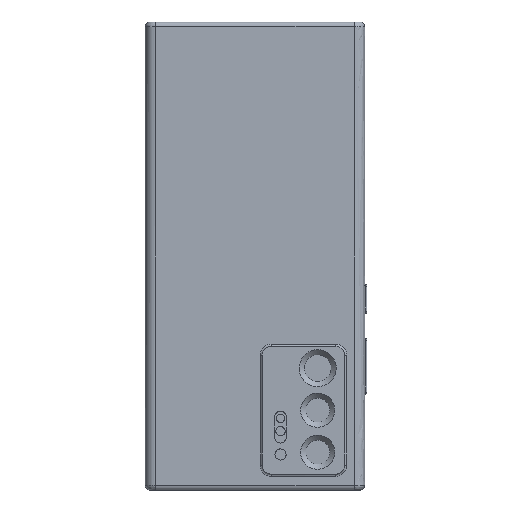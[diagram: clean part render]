
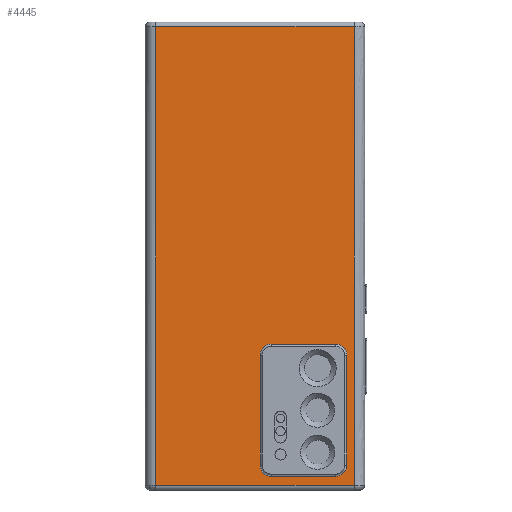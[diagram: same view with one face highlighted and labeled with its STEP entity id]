
A CAD part, front view. The second image highlights one B-rep face of the part: STEP entity #4445.
In plain terms, the highlighted free-form (B-spline) face has degree [1, 1] with [2, 2] control points.
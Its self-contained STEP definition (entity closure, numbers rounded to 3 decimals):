
#4081 = EDGE_CURVE('',#4082,#4084,#4086,.T.);
#4082 = VERTEX_POINT('',#4083);
#4083 = CARTESIAN_POINT('',(48.536,0.,
    5.257));
#4084 = VERTEX_POINT('',#4085);
#4085 = CARTESIAN_POINT('',(73.309,0.,
    5.257));
#4086 = B_SPLINE_CURVE_WITH_KNOTS('',1,(#4087,#4088),.UNSPECIFIED.,.F.,
  .F.,(2,2),(23.775,46.425),.PIECEWISE_BEZIER_KNOTS.);
#4087 = CARTESIAN_POINT('',(48.536,0.,
    5.257));
#4088 = CARTESIAN_POINT('',(73.309,0.,
    5.257));
#4130 = EDGE_CURVE('',#4131,#4082,#4133,.T.);
#4131 = VERTEX_POINT('',#4132);
#4132 = CARTESIAN_POINT('',(44.195,0.,
    9.598));
#4133 = ( BOUNDED_CURVE() B_SPLINE_CURVE(2,(#4134,#4135,#4136),
.UNSPECIFIED.,.F.,.F.) B_SPLINE_CURVE_WITH_KNOTS((3,3),(5.498,
7.069),.PIECEWISE_BEZIER_KNOTS.) CURVE() 
GEOMETRIC_REPRESENTATION_ITEM() RATIONAL_B_SPLINE_CURVE((1.,
0.707,1.)) REPRESENTATION_ITEM('') );
#4134 = CARTESIAN_POINT('',(44.195,0.,
    9.598));
#4135 = CARTESIAN_POINT('',(44.195,0.,
    5.257));
#4136 = CARTESIAN_POINT('',(48.536,0.,
    5.257));
#4165 = EDGE_CURVE('',#4166,#4131,#4168,.T.);
#4166 = VERTEX_POINT('',#4167);
#4167 = CARTESIAN_POINT('',(44.195,0.,
    51.872));
#4168 = B_SPLINE_CURVE_WITH_KNOTS('',1,(#4169,#4170),.UNSPECIFIED.,.F.,
  .F.,(2,2),(-22.125,16.525),.PIECEWISE_BEZIER_KNOTS.);
#4169 = CARTESIAN_POINT('',(44.195,0.,
    51.872));
#4170 = CARTESIAN_POINT('',(44.195,0.,
    9.598));
#4197 = EDGE_CURVE('',#4198,#4166,#4200,.T.);
#4198 = VERTEX_POINT('',#4199);
#4199 = CARTESIAN_POINT('',(48.536,0.,56.212));
#4200 = ( BOUNDED_CURVE() B_SPLINE_CURVE(2,(#4201,#4202,#4203),
.UNSPECIFIED.,.F.,.F.) B_SPLINE_CURVE_WITH_KNOTS((3,3),(5.498,
7.069),.PIECEWISE_BEZIER_KNOTS.) CURVE() 
GEOMETRIC_REPRESENTATION_ITEM() RATIONAL_B_SPLINE_CURVE((1.,
0.707,1.)) REPRESENTATION_ITEM('') );
#4201 = CARTESIAN_POINT('',(48.536,0.,
    56.212));
#4202 = CARTESIAN_POINT('',(44.195,0.,
    56.212));
#4203 = CARTESIAN_POINT('',(44.195,0.,
    51.872));
#4232 = EDGE_CURVE('',#4233,#4198,#4235,.T.);
#4233 = VERTEX_POINT('',#4234);
#4234 = CARTESIAN_POINT('',(73.309,0.,
    56.212));
#4235 = B_SPLINE_CURVE_WITH_KNOTS('',1,(#4236,#4237),.UNSPECIFIED.,.F.,
  .F.,(2,2),(-31.925,-9.275),.PIECEWISE_BEZIER_KNOTS.);
#4236 = CARTESIAN_POINT('',(73.309,0.,
    56.212));
#4237 = CARTESIAN_POINT('',(48.536,0.,
    56.212));
#4264 = EDGE_CURVE('',#4265,#4233,#4267,.T.);
#4265 = VERTEX_POINT('',#4266);
#4266 = CARTESIAN_POINT('',(77.65,0.,
    51.872));
#4267 = ( BOUNDED_CURVE() B_SPLINE_CURVE(2,(#4268,#4269,#4270),
.UNSPECIFIED.,.F.,.F.) B_SPLINE_CURVE_WITH_KNOTS((3,3),(5.498,
7.069),.PIECEWISE_BEZIER_KNOTS.) CURVE() 
GEOMETRIC_REPRESENTATION_ITEM() RATIONAL_B_SPLINE_CURVE((1.,
0.707,1.)) REPRESENTATION_ITEM('') );
#4268 = CARTESIAN_POINT('',(77.65,0.,
    51.872));
#4269 = CARTESIAN_POINT('',(77.65,0.,
    56.212));
#4270 = CARTESIAN_POINT('',(73.309,0.,
    56.212));
#4299 = EDGE_CURVE('',#4300,#4265,#4302,.T.);
#4300 = VERTEX_POINT('',#4301);
#4301 = CARTESIAN_POINT('',(77.65,0.,
    9.598));
#4302 = B_SPLINE_CURVE_WITH_KNOTS('',1,(#4303,#4304),.UNSPECIFIED.,.F.,
  .F.,(2,2),(5.975,44.625),.PIECEWISE_BEZIER_KNOTS.);
#4303 = CARTESIAN_POINT('',(77.65,0.,
    9.598));
#4304 = CARTESIAN_POINT('',(77.65,0.,
    51.872));
#4322 = EDGE_CURVE('',#4084,#4300,#4323,.T.);
#4323 = ( BOUNDED_CURVE() B_SPLINE_CURVE(2,(#4324,#4325,#4326),
.UNSPECIFIED.,.F.,.F.) B_SPLINE_CURVE_WITH_KNOTS((3,3),(5.498,
7.069),.PIECEWISE_BEZIER_KNOTS.) CURVE() 
GEOMETRIC_REPRESENTATION_ITEM() RATIONAL_B_SPLINE_CURVE((1.,
0.707,1.)) REPRESENTATION_ITEM('') );
#4324 = CARTESIAN_POINT('',(73.309,0.,5.257));
#4325 = CARTESIAN_POINT('',(77.65,0.,
    5.257));
#4326 = CARTESIAN_POINT('',(77.65,0.,
    9.598));
#4445 = ADVANCED_FACE('',(#4446,#4476),#4486,.T.);
#4446 = FACE_BOUND('',#4447,.T.);
#4447 = EDGE_LOOP('',(#4448,#4457,#4464,#4471));
#4448 = ORIENTED_EDGE('',*,*,#4449,.F.);
#4449 = EDGE_CURVE('',#4450,#4452,#4454,.T.);
#4450 = VERTEX_POINT('',#4451);
#4451 = CARTESIAN_POINT('',(80.41,0.,1.736));
#4452 = VERTEX_POINT('',#4453);
#4453 = CARTESIAN_POINT('',(4.028,0.,1.736));
#4454 = B_SPLINE_CURVE_WITH_KNOTS('',1,(#4455,#4456),.UNSPECIFIED.,.F.,
  .F.,(2,2),(-54.217,15.617),.PIECEWISE_BEZIER_KNOTS.);
#4455 = CARTESIAN_POINT('',(80.41,0.,
    1.736));
#4456 = CARTESIAN_POINT('',(4.028,0.,
    1.736));
#4457 = ORIENTED_EDGE('',*,*,#4458,.F.);
#4458 = EDGE_CURVE('',#4459,#4450,#4461,.T.);
#4459 = VERTEX_POINT('',#4460);
#4460 = CARTESIAN_POINT('',(80.41,0.,178.515));
#4461 = B_SPLINE_CURVE_WITH_KNOTS('',1,(#4462,#4463),.UNSPECIFIED.,.F.,
  .F.,(2,2),(-163.213,-1.588),.PIECEWISE_BEZIER_KNOTS.);
#4462 = CARTESIAN_POINT('',(80.41,0.,178.515));
#4463 = CARTESIAN_POINT('',(80.41,0.,1.736));
#4464 = ORIENTED_EDGE('',*,*,#4465,.F.);
#4465 = EDGE_CURVE('',#4466,#4459,#4468,.T.);
#4466 = VERTEX_POINT('',#4467);
#4467 = CARTESIAN_POINT('',(4.028,0.,178.515));
#4468 = B_SPLINE_CURVE_WITH_KNOTS('',1,(#4469,#4470),.UNSPECIFIED.,.F.,
  .F.,(2,2),(-15.617,54.217),.PIECEWISE_BEZIER_KNOTS.);
#4469 = CARTESIAN_POINT('',(4.028,0.,
    178.515));
#4470 = CARTESIAN_POINT('',(80.41,0.,
    178.515));
#4471 = ORIENTED_EDGE('',*,*,#4472,.F.);
#4472 = EDGE_CURVE('',#4452,#4466,#4473,.T.);
#4473 = B_SPLINE_CURVE_WITH_KNOTS('',1,(#4474,#4475),.UNSPECIFIED.,.F.,
  .F.,(2,2),(1.588,163.213),.PIECEWISE_BEZIER_KNOTS.);
#4474 = CARTESIAN_POINT('',(4.028,0.,1.736));
#4475 = CARTESIAN_POINT('',(4.028,0.,178.515));
#4476 = FACE_BOUND('',#4477,.T.);
#4477 = EDGE_LOOP('',(#4478,#4479,#4480,#4481,#4482,#4483,#4484,#4485));
#4478 = ORIENTED_EDGE('',*,*,#4081,.F.);
#4479 = ORIENTED_EDGE('',*,*,#4130,.F.);
#4480 = ORIENTED_EDGE('',*,*,#4165,.F.);
#4481 = ORIENTED_EDGE('',*,*,#4197,.F.);
#4482 = ORIENTED_EDGE('',*,*,#4232,.F.);
#4483 = ORIENTED_EDGE('',*,*,#4264,.F.);
#4484 = ORIENTED_EDGE('',*,*,#4299,.F.);
#4485 = ORIENTED_EDGE('',*,*,#4322,.F.);
#4486 = B_SPLINE_SURFACE_WITH_KNOTS('',1,1,(
    (#4487,#4488)
    ,(#4489,#4490
  )),.UNSPECIFIED.,.F.,.F.,.F.,(2,2),(2,2),(3.683,73.517),(1.588,
    163.213),.PIECEWISE_BEZIER_KNOTS.);
#4487 = CARTESIAN_POINT('',(4.028,0.,
    1.736));
#4488 = CARTESIAN_POINT('',(4.028,0.,
    178.515));
#4489 = CARTESIAN_POINT('',(80.41,0.,
    1.736));
#4490 = CARTESIAN_POINT('',(80.41,0.,
    178.515));
